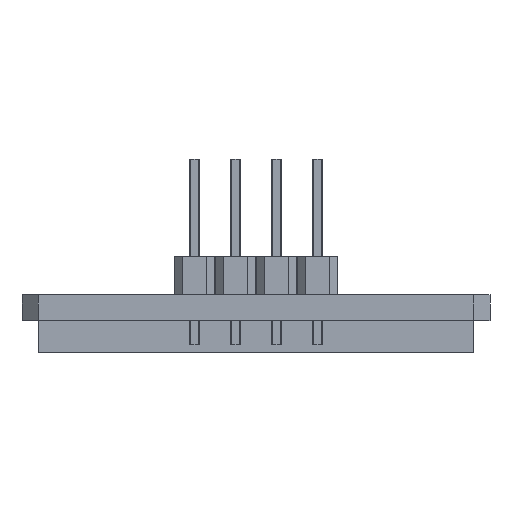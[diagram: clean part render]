
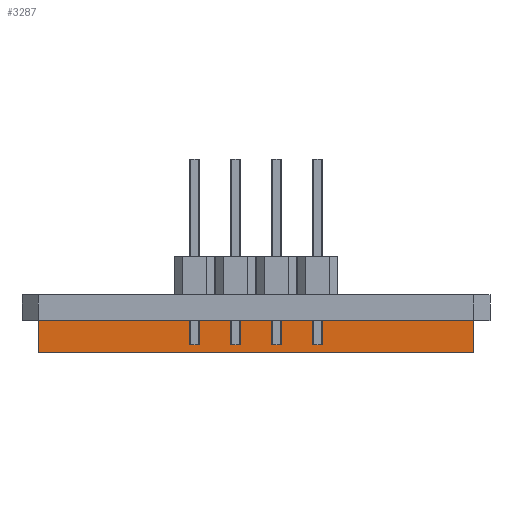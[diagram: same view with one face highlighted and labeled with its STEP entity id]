
A CAD part, left-side view. The second image highlights one B-rep face of the part: STEP entity #3287.
In plain terms, the highlighted planar face has unit normal (-1, 0, 0).
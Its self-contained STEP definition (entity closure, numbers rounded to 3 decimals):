
#183=FACE_OUTER_BOUND('',#378,.T.);
#378=EDGE_LOOP('',(#2450,#2451,#2452,#2453));
#629=LINE('',#4835,#1053);
#630=LINE('',#4838,#1054);
#631=LINE('',#4840,#1055);
#632=LINE('',#4841,#1056);
#1053=VECTOR('',#3964,10.);
#1054=VECTOR('',#3967,10.);
#1055=VECTOR('',#3968,10.);
#1056=VECTOR('',#3969,10.);
#1463=VERTEX_POINT('',#4829);
#1465=VERTEX_POINT('',#4833);
#1466=VERTEX_POINT('',#4837);
#1467=VERTEX_POINT('',#4839);
#1829=EDGE_CURVE('',#1463,#1465,#629,.T.);
#1830=EDGE_CURVE('',#1463,#1466,#630,.T.);
#1831=EDGE_CURVE('',#1467,#1465,#631,.T.);
#1832=EDGE_CURVE('',#1466,#1467,#632,.T.);
#2450=ORIENTED_EDGE('',*,*,#1830,.F.);
#2451=ORIENTED_EDGE('',*,*,#1829,.T.);
#2452=ORIENTED_EDGE('',*,*,#1831,.F.);
#2453=ORIENTED_EDGE('',*,*,#1832,.F.);
#3110=PLANE('',#3530);
#3287=ADVANCED_FACE('',(#183),#3110,.T.);
#3530=AXIS2_PLACEMENT_3D('',#4836,#3965,#3966);
#3964=DIRECTION('',(0.,0.,-1.));
#3965=DIRECTION('center_axis',(-1.,0.,0.));
#3966=DIRECTION('ref_axis',(0.,1.,0.));
#3967=DIRECTION('',(0.,-1.,0.));
#3968=DIRECTION('',(0.,1.,0.));
#3969=DIRECTION('',(0.,0.,-1.));
#4829=CARTESIAN_POINT('',(4.5,28.,0.));
#4833=CARTESIAN_POINT('',(4.5,28.,-2.));
#4835=CARTESIAN_POINT('',(4.5,28.,0.));
#4836=CARTESIAN_POINT('Origin',(4.5,1.,0.));
#4837=CARTESIAN_POINT('',(4.5,1.,0.));
#4838=CARTESIAN_POINT('',(4.5,28.,0.));
#4839=CARTESIAN_POINT('',(4.5,1.,-2.));
#4840=CARTESIAN_POINT('',(4.5,28.,-2.));
#4841=CARTESIAN_POINT('',(4.5,1.,0.));
